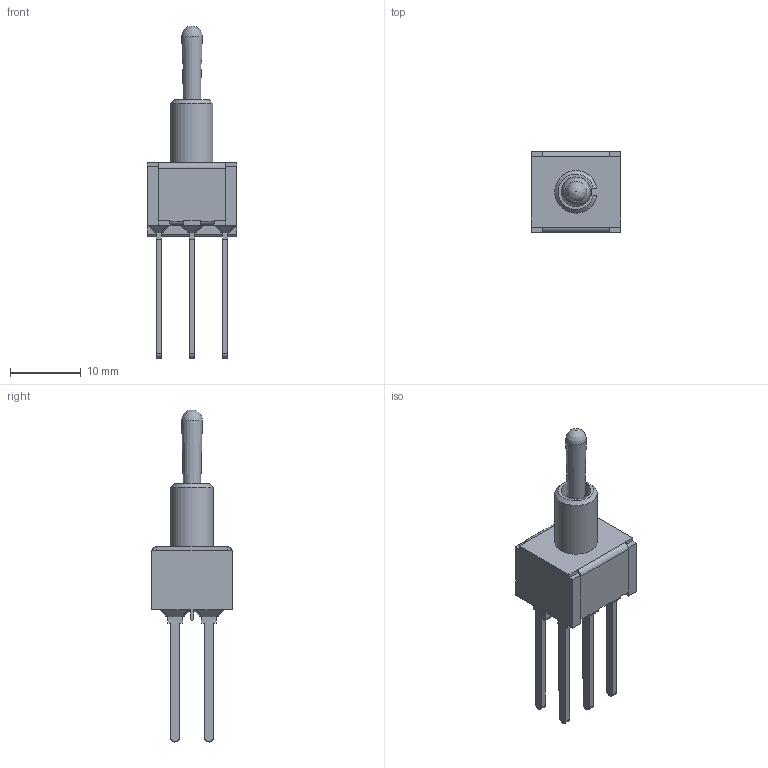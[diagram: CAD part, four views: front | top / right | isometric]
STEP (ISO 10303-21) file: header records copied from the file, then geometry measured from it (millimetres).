
FILE_DESCRIPTION(/* description */ (''),/* implementation_level */ '2;1');
FILE_NAME(/* name */ '100DPxT1B8M51xE.stp',/* time_stamp */ '2026-01-16T14:56:25-06:00',/* author */ ('jmeyers'),/* organization */ (''),/* preprocessor_version */ 'ST-DEVELOPER v18.1',/* originating_system */ 'Autodesk Inventor 2022',/* authorisation */ '');
FILE_SCHEMA (('AUTOMOTIVE_DESIGN { 1 0 10303 214 3 1 1 }'));
Length unit declared in the file: inch
Products named in the file (1): Part119
Bounding box: 12.7 x 11.43 x 46.9 mm (x, y, z)
Volume: 1027 mm3; surface area: 2367.6 mm2
Topology: 2 solids, 3 shells, 364 faces, 939 edges, 574 vertices
Faces by surface type: plane 265, cylinder 69, sphere 26, cone 3, bspline 1
Full cylindrical faces by diameter (mm): 1.65 x1, 4.2 x2
Entity records: 10769 total; most frequent: CARTESIAN_POINT 1902, ORIENTED_EDGE 1830, DIRECTION 1817, EDGE_CURVE 915, LINE 737, VECTOR 737, VERTEX_POINT 574, AXIS2_PLACEMENT_3D 540
